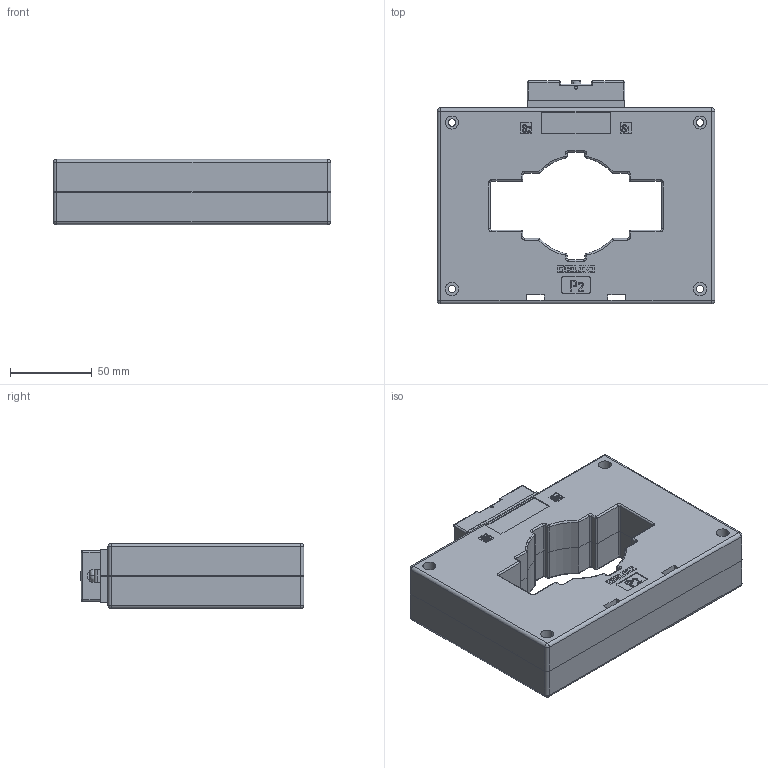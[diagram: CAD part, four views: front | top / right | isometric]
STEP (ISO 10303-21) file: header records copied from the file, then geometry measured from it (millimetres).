
FILE_DESCRIPTION (( 'STEP AP203' ), '1' );
FILE_NAME ('100壳装配.STEP', '2024-01-11T02:01:34', ( '微软用户' ), ( '微软中国' ), 'SwSTEP 2.0', 'SolidWorks 2019', '' );
FILE_SCHEMA (( 'CONFIG_CONTROL_DESIGN' ));
Length unit declared in the file: millimetre
Products named in the file (9): 肣И璃5x10陔; 100褲蚾饜; 諉盄啣; 100P2; M4蹟譫; 100P1; 裔; 蹟隊; 諉盄蹟佪
Assembly tree (11 placements, depth 2):
  100褲蚾饜
    100P1
    100P2
    裔
    M4蹟譫
    肣И璃5x10陔  x2
    諉盄啣  x2
    諉盄蹟佪  x2
    蹟隊
Bounding box: 170 x 137 x 40 mm (x, y, z)
Volume: 148202.8 mm3; surface area: 157997 mm2
Topology: 11 solids, 11 shells, 1538 faces, 4055 edges, 2597 vertices
Faces by surface type: plane 983, cylinder 327, bspline 89, cone 57, torus 42, sphere 40
Entity records: 51081 total; most frequent: CARTESIAN_POINT 14089, ORIENTED_EDGE 7670, DIRECTION 7086, EDGE_CURVE 3835, VECTOR 2882, LINE 2882, VERTEX_POINT 2477, AXIS2_PLACEMENT_3D 2102
